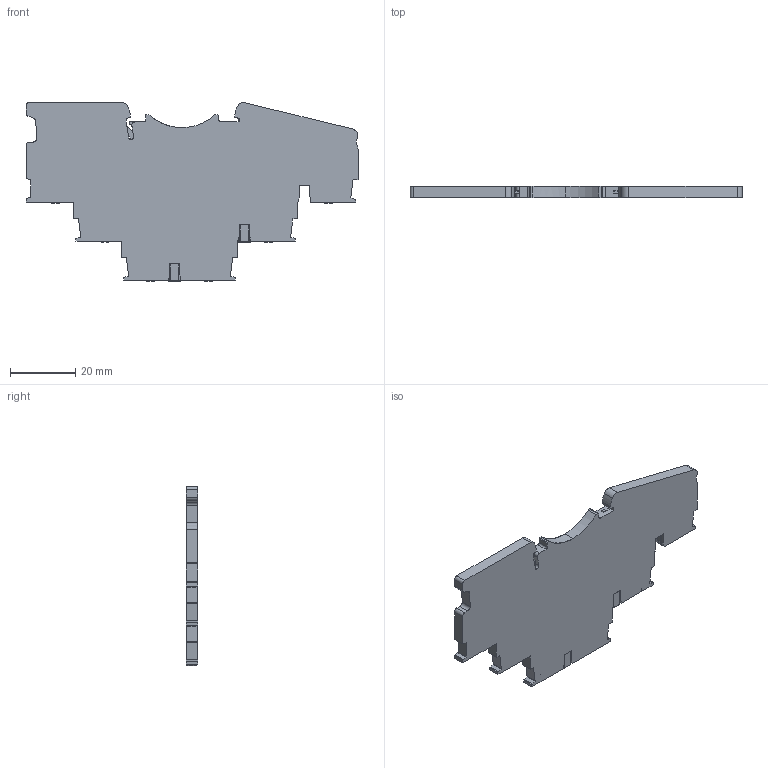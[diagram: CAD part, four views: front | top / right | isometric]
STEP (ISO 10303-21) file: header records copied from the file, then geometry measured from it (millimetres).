
FILE_DESCRIPTION(/* description */ (''),/* implementation_level */ '2;1');
FILE_NAME(/* name */ 'DS1.5-3L-L-L-PE-01P-1Y-00A(H).stp',/* time_stamp */ '2022-03-13T14:20:52+08:00',/* author */ (''),/* organization */ (''),/* preprocessor_version */ 'ST-DEVELOPER v15',/* originating_system */ 'SIEMENS PLM Software NX 8.5',/* authorisation */ '');
FILE_SCHEMA (('CONFIG_CONTROL_DESIGN'));
Length unit declared in the file: millimetre
Products named in the file (1): DS1.5-3L-L-L-PE-01P-1Y-00A(H)
Bounding box: 102 x 3.5 x 55.02 mm (x, y, z)
Volume: 13278.9 mm3; surface area: 9520.2 mm2
Topology: 1 solids, 1 shells, 656 faces, 1936 edges, 1276 vertices
Faces by surface type: plane 430, cylinder 201, bspline 12, sphere 8, cone 4, torus 1
Entity records: 22407 total; most frequent: CARTESIAN_POINT 4644, ORIENTED_EDGE 3856, DIRECTION 3544, EDGE_CURVE 1928, LINE 1414, VECTOR 1414, VERTEX_POINT 1276, AXIS2_PLACEMENT_3D 1065
